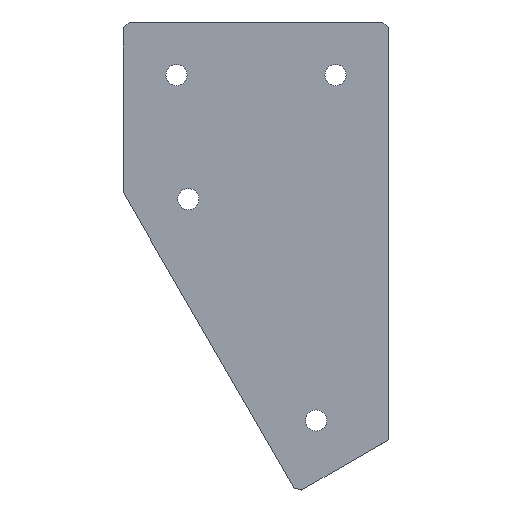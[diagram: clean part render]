
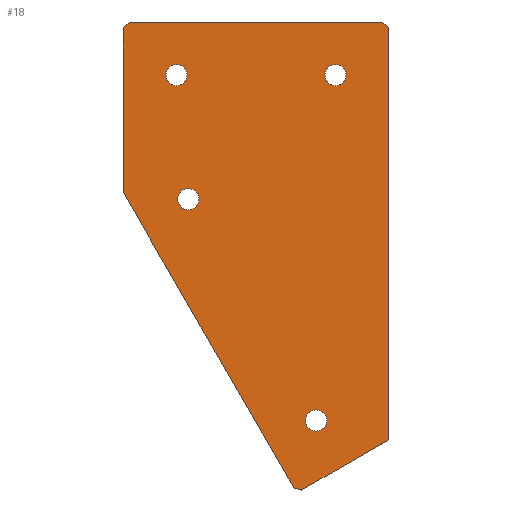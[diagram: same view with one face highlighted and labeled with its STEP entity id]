
A CAD part, top view. The second image highlights one B-rep face of the part: STEP entity #18.
In plain terms, the highlighted planar face has unit normal (0, 0, 1).
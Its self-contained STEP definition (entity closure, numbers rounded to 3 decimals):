
#1 = DIRECTION ( 'NONE',  ( 0., 1., 0. ) ) ;
#5 = CARTESIAN_POINT ( 'NONE',  ( 75.694, -198.606, 0. ) ) ;
#7 = CARTESIAN_POINT ( 'NONE',  ( 22.5, -22.5, 0. ) ) ;
#9 = DIRECTION ( 'NONE',  ( 0., 1., 0. ) ) ;
#14 = VECTOR ( 'NONE', #544, 1000. ) ;
#18 = ADVANCED_FACE ( 'NONE', ( #431, #236, #461, #134, #184 ), #25, .T. ) ;
#20 = VERTEX_POINT ( 'NONE', #231 ) ;
#24 = VECTOR ( 'NONE', #315, 1000. ) ;
#25 = PLANE ( 'NONE',  #535 ) ;
#28 = VERTEX_POINT ( 'NONE', #225 ) ;
#29 = CARTESIAN_POINT ( 'NONE',  ( 0., 0., 0. ) ) ;
#48 = EDGE_CURVE ( 'NONE', #121, #135, #152, .T. ) ;
#52 = CARTESIAN_POINT ( 'NONE',  ( 90., -18., 0. ) ) ;
#62 = EDGE_CURVE ( 'NONE', #337, #610, #314, .T. ) ;
#68 = ORIENTED_EDGE ( 'NONE', *, *, #168, .T. ) ;
#73 = CARTESIAN_POINT ( 'NONE',  ( -44.581, -166.378, 0. ) ) ;
#76 = CIRCLE ( 'NONE', #176, 4.5 ) ;
#83 = EDGE_CURVE ( 'NONE', #450, #222, #295, .T. ) ;
#102 = CARTESIAN_POINT ( 'NONE',  ( 72.279, -197.691, 0. ) ) ;
#105 = AXIS2_PLACEMENT_3D ( 'NONE', #331, #522, #372 ) ;
#107 = CIRCLE ( 'NONE', #196, 4.5 ) ;
#108 = ORIENTED_EDGE ( 'NONE', *, *, #584, .F. ) ;
#112 = EDGE_LOOP ( 'NONE', ( #463, #185, #475, #256, #68, #515, #288, #108 ) ) ;
#121 = VERTEX_POINT ( 'NONE', #52 ) ;
#124 = EDGE_LOOP ( 'NONE', ( #264, #332 ) ) ;
#131 = DIRECTION ( 'NONE',  ( 0., 0., 1. ) ) ;
#134 = FACE_BOUND ( 'NONE', #124, .T. ) ;
#135 = VERTEX_POINT ( 'NONE', #388 ) ;
#145 = ORIENTED_EDGE ( 'NONE', *, *, #521, .T. ) ;
#152 = CIRCLE ( 'NONE', #105, 4.5 ) ;
#157 = EDGE_CURVE ( 'NONE', #408, #344, #615, .T. ) ;
#159 = EDGE_CURVE ( 'NONE', #135, #121, #76, .T. ) ;
#162 = CARTESIAN_POINT ( 'NONE',  ( 0., 0., 0. ) ) ;
#165 = VECTOR ( 'NONE', #209, 1000. ) ;
#166 = VERTEX_POINT ( 'NONE', #102 ) ;
#168 = EDGE_CURVE ( 'NONE', #496, #268, #208, .T. ) ;
#171 = EDGE_CURVE ( 'NONE', #344, #408, #597, .T. ) ;
#175 = VERTEX_POINT ( 'NONE', #265 ) ;
#176 = AXIS2_PLACEMENT_3D ( 'NONE', #351, #540, #192 ) ;
#178 = EDGE_CURVE ( 'NONE', #166, #222, #258, .T. ) ;
#179 = DIRECTION ( 'NONE',  ( 0., 1., 0. ) ) ;
#184 = FACE_OUTER_BOUND ( 'NONE', #112, .T. ) ;
#185 = ORIENTED_EDGE ( 'NONE', *, *, #178, .T. ) ;
#192 = DIRECTION ( 'NONE',  ( 0., 1., 0. ) ) ;
#195 = AXIS2_PLACEMENT_3D ( 'NONE', #532, #399, #486 ) ;
#196 = AXIS2_PLACEMENT_3D ( 'NONE', #250, #588, #9 ) ;
#197 = EDGE_CURVE ( 'NONE', #20, #413, #536, .T. ) ;
#204 = EDGE_CURVE ( 'NONE', #28, #175, #455, .T. ) ;
#208 = LINE ( 'NONE', #446, #24 ) ;
#209 = DIRECTION ( 'NONE',  ( 1., 0., 0. ) ) ;
#222 = VERTEX_POINT ( 'NONE', #5 ) ;
#224 = AXIS2_PLACEMENT_3D ( 'NONE', #310, #320, #411 ) ;
#225 = CARTESIAN_POINT ( 'NONE',  ( 2.5, 0., 0. ) ) ;
#231 = CARTESIAN_POINT ( 'NONE',  ( 22.5, -27., 0. ) ) ;
#236 = FACE_BOUND ( 'NONE', #367, .T. ) ;
#242 = AXIS2_PLACEMENT_3D ( 'NONE', #302, #249, #1 ) ;
#245 = DIRECTION ( 'NONE',  ( 0., 1., 0. ) ) ;
#249 = DIRECTION ( 'NONE',  ( 0., 0., -1. ) ) ;
#250 = CARTESIAN_POINT ( 'NONE',  ( 27.5, -75.131, 0. ) ) ;
#256 = ORIENTED_EDGE ( 'NONE', *, *, #363, .F. ) ;
#258 = LINE ( 'NONE', #73, #471 ) ;
#262 = DIRECTION ( 'NONE',  ( 0.966, -0.259, 0. ) ) ;
#263 = VECTOR ( 'NONE', #469, 1000. ) ;
#264 = ORIENTED_EDGE ( 'NONE', *, *, #157, .T. ) ;
#265 = CARTESIAN_POINT ( 'NONE',  ( 0., -2.5, 0. ) ) ;
#266 = EDGE_LOOP ( 'NONE', ( #484, #347 ) ) ;
#267 = DIRECTION ( 'NONE',  ( 0., 1., 0. ) ) ;
#268 = VERTEX_POINT ( 'NONE', #402 ) ;
#288 = ORIENTED_EDGE ( 'NONE', *, *, #204, .T. ) ;
#293 = CARTESIAN_POINT ( 'NONE',  ( 81.764, -164.62, 0. ) ) ;
#295 = LINE ( 'NONE', #577, #479 ) ;
#298 = CIRCLE ( 'NONE', #435, 4.5 ) ;
#299 = VECTOR ( 'NONE', #245, 1000. ) ;
#302 = CARTESIAN_POINT ( 'NONE',  ( 81.764, -169.12, 0. ) ) ;
#305 = LINE ( 'NONE', #497, #14 ) ;
#310 = CARTESIAN_POINT ( 'NONE',  ( 81.764, -169.12, 0. ) ) ;
#311 = EDGE_CURVE ( 'NONE', #413, #20, #298, .T. ) ;
#314 = CIRCLE ( 'NONE', #195, 4.5 ) ;
#315 = DIRECTION ( 'NONE',  ( -0.707, 0.707, 0. ) ) ;
#320 = DIRECTION ( 'NONE',  ( 0., 0., -1. ) ) ;
#324 = VECTOR ( 'NONE', #498, 1000. ) ;
#331 = CARTESIAN_POINT ( 'NONE',  ( 90., -22.5, 0. ) ) ;
#332 = ORIENTED_EDGE ( 'NONE', *, *, #171, .T. ) ;
#337 = VERTEX_POINT ( 'NONE', #375 ) ;
#342 = CARTESIAN_POINT ( 'NONE',  ( 0., 0., 0. ) ) ;
#344 = VERTEX_POINT ( 'NONE', #569 ) ;
#347 = ORIENTED_EDGE ( 'NONE', *, *, #197, .T. ) ;
#348 = CARTESIAN_POINT ( 'NONE',  ( 112.5, -2.5, 0. ) ) ;
#351 = CARTESIAN_POINT ( 'NONE',  ( 90., -22.5, 0. ) ) ;
#357 = CARTESIAN_POINT ( 'NONE',  ( 22.5, -22.5, 0. ) ) ;
#362 = ORIENTED_EDGE ( 'NONE', *, *, #159, .T. ) ;
#363 = EDGE_CURVE ( 'NONE', #496, #450, #378, .T. ) ;
#367 = EDGE_LOOP ( 'NONE', ( #457, #362 ) ) ;
#372 = DIRECTION ( 'NONE',  ( 0., 1., 0. ) ) ;
#375 = CARTESIAN_POINT ( 'NONE',  ( 27.5, -79.631, 0. ) ) ;
#378 = LINE ( 'NONE', #476, #263 ) ;
#387 = LINE ( 'NONE', #342, #165 ) ;
#388 = CARTESIAN_POINT ( 'NONE',  ( 90., -27., 0. ) ) ;
#393 = LINE ( 'NONE', #162, #299 ) ;
#395 = CARTESIAN_POINT ( 'NONE',  ( 112.5, -177.356, 0. ) ) ;
#399 = DIRECTION ( 'NONE',  ( 0., 0., -1. ) ) ;
#400 = CARTESIAN_POINT ( 'NONE',  ( 0., -72.5, 0. ) ) ;
#402 = CARTESIAN_POINT ( 'NONE',  ( 110., 0., 0. ) ) ;
#408 = VERTEX_POINT ( 'NONE', #293 ) ;
#411 = DIRECTION ( 'NONE',  ( 0., 1., 0. ) ) ;
#413 = VERTEX_POINT ( 'NONE', #427 ) ;
#422 = EDGE_LOOP ( 'NONE', ( #145, #473 ) ) ;
#427 = CARTESIAN_POINT ( 'NONE',  ( 22.5, -18., 0. ) ) ;
#431 = FACE_BOUND ( 'NONE', #266, .T. ) ;
#435 = AXIS2_PLACEMENT_3D ( 'NONE', #7, #513, #179 ) ;
#445 = EDGE_CURVE ( 'NONE', #28, #268, #387, .T. ) ;
#446 = CARTESIAN_POINT ( 'NONE',  ( 55., 55., 0. ) ) ;
#450 = VERTEX_POINT ( 'NONE', #395 ) ;
#455 = LINE ( 'NONE', #546, #324 ) ;
#457 = ORIENTED_EDGE ( 'NONE', *, *, #48, .T. ) ;
#461 = FACE_BOUND ( 'NONE', #422, .T. ) ;
#463 = ORIENTED_EDGE ( 'NONE', *, *, #576, .F. ) ;
#469 = DIRECTION ( 'NONE',  ( 0., -1., 0. ) ) ;
#471 = VECTOR ( 'NONE', #262, 1000. ) ;
#473 = ORIENTED_EDGE ( 'NONE', *, *, #62, .T. ) ;
#475 = ORIENTED_EDGE ( 'NONE', *, *, #83, .F. ) ;
#476 = CARTESIAN_POINT ( 'NONE',  ( 112.5, 0., 0. ) ) ;
#479 = VECTOR ( 'NONE', #625, 1000. ) ;
#484 = ORIENTED_EDGE ( 'NONE', *, *, #311, .T. ) ;
#486 = DIRECTION ( 'NONE',  ( 0., 1., 0. ) ) ;
#496 = VERTEX_POINT ( 'NONE', #348 ) ;
#497 = CARTESIAN_POINT ( 'NONE',  ( 0., -72.5, 0. ) ) ;
#498 = DIRECTION ( 'NONE',  ( -0.707, -0.707, 0. ) ) ;
#505 = DIRECTION ( 'NONE',  ( 0., 0., -1. ) ) ;
#513 = DIRECTION ( 'NONE',  ( 0., 0., -1. ) ) ;
#515 = ORIENTED_EDGE ( 'NONE', *, *, #445, .F. ) ;
#521 = EDGE_CURVE ( 'NONE', #610, #337, #107, .T. ) ;
#522 = DIRECTION ( 'NONE',  ( 0., 0., -1. ) ) ;
#532 = CARTESIAN_POINT ( 'NONE',  ( 27.5, -75.131, 0. ) ) ;
#535 = AXIS2_PLACEMENT_3D ( 'NONE', #29, #131, #621 ) ;
#536 = CIRCLE ( 'NONE', #624, 4.5 ) ;
#540 = DIRECTION ( 'NONE',  ( 0., 0., -1. ) ) ;
#544 = DIRECTION ( 'NONE',  ( -0.5, 0.866, 0. ) ) ;
#546 = CARTESIAN_POINT ( 'NONE',  ( 1.25, -1.25, 0. ) ) ;
#569 = CARTESIAN_POINT ( 'NONE',  ( 81.764, -173.62, 0. ) ) ;
#576 = EDGE_CURVE ( 'NONE', #166, #599, #305, .T. ) ;
#577 = CARTESIAN_POINT ( 'NONE',  ( 73.529, -199.856, 0. ) ) ;
#584 = EDGE_CURVE ( 'NONE', #599, #175, #393, .T. ) ;
#588 = DIRECTION ( 'NONE',  ( 0., 0., -1. ) ) ;
#597 = CIRCLE ( 'NONE', #224, 4.5 ) ;
#599 = VERTEX_POINT ( 'NONE', #400 ) ;
#603 = CARTESIAN_POINT ( 'NONE',  ( 27.5, -70.631, 0. ) ) ;
#610 = VERTEX_POINT ( 'NONE', #603 ) ;
#615 = CIRCLE ( 'NONE', #242, 4.5 ) ;
#621 = DIRECTION ( 'NONE',  ( 1., 0., 0. ) ) ;
#624 = AXIS2_PLACEMENT_3D ( 'NONE', #357, #505, #267 ) ;
#625 = DIRECTION ( 'NONE',  ( -0.866, -0.5, 0. ) ) ;
